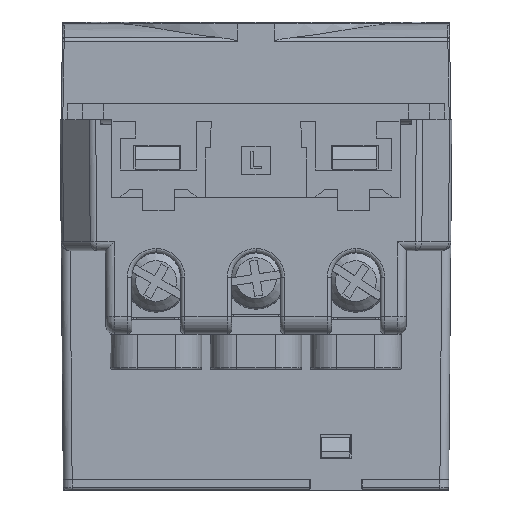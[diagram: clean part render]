
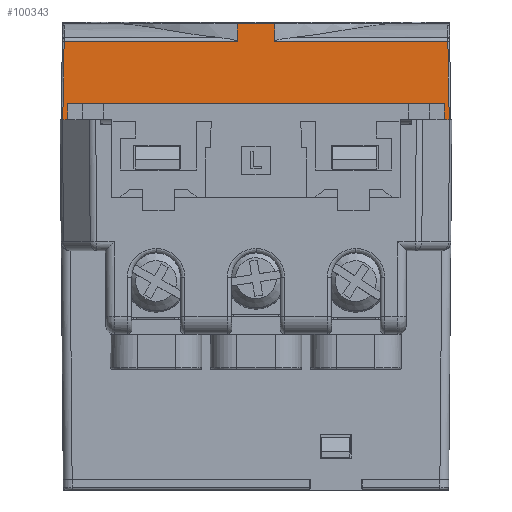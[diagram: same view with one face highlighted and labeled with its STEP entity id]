
A CAD part, front view. The second image highlights one B-rep face of the part: STEP entity #100343.
In plain terms, the highlighted planar face has unit normal (0, -1, 0.018).
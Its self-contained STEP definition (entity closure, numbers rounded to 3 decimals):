
#131 = VERTEX_POINT ( 'NONE', #103159 ) ;
#4917 = FACE_OUTER_BOUND ( 'NONE', #54688, .T. ) ;
#7707 = CARTESIAN_POINT ( 'NONE',  ( 2.09, -21.781, 9.659 ) ) ;
#13303 = DIRECTION ( 'NONE',  ( -1., 0., 0. ) ) ;
#14061 = CARTESIAN_POINT ( 'NONE',  ( 0., -21.797, 8.791 ) ) ;
#14484 = EDGE_CURVE ( 'NONE', #73738, #120976, #38580, .T. ) ;
#16628 = EDGE_CURVE ( 'NONE', #57816, #40125, #72017, .T. ) ;
#17632 = ORIENTED_EDGE ( 'NONE', *, *, #65734, .T. ) ;
#17935 = CARTESIAN_POINT ( 'NONE',  ( -2.09, -21.797, 8.791 ) ) ;
#18038 = CARTESIAN_POINT ( 'NONE',  ( -21.25, -21.95, 0. ) ) ;
#18396 = LINE ( 'NONE', #98324, #40935 ) ;
#18409 = VERTEX_POINT ( 'NONE', #18489 ) ;
#18489 = CARTESIAN_POINT ( 'NONE',  ( 21.647, -21.797, 8.791 ) ) ;
#18774 = DIRECTION ( 'NONE',  ( 0., -0.017, -1. ) ) ;
#19077 = VECTOR ( 'NONE', #26577, 1000. ) ;
#19148 = CARTESIAN_POINT ( 'NONE',  ( 0., -21.95, 0. ) ) ;
#19335 = CARTESIAN_POINT ( 'NONE',  ( 2.089, -21.761, 10.803 ) ) ;
#20395 = VECTOR ( 'NONE', #42207, 1000. ) ;
#20486 = EDGE_CURVE ( 'NONE', #71362, #102276, #54819, .T. ) ;
#22202 = CARTESIAN_POINT ( 'NONE',  ( -21.647, -21.797, 8.791 ) ) ;
#23840 = CARTESIAN_POINT ( 'NONE',  ( 21.25, -21.95, 0. ) ) ;
#24166 = EDGE_CURVE ( 'NONE', #40125, #18409, #86401, .T. ) ;
#26574 = CARTESIAN_POINT ( 'NONE',  ( 0., -21.95, 0. ) ) ;
#26577 = DIRECTION ( 'NONE',  ( -1., 0., 0. ) ) ;
#27650 = VERTEX_POINT ( 'NONE', #18038 ) ;
#28341 = PLANE ( 'NONE',  #56034 ) ;
#29145 = ORIENTED_EDGE ( 'NONE', *, *, #14484, .F. ) ;
#31272 = ORIENTED_EDGE ( 'NONE', *, *, #84832, .T. ) ;
#35945 = CARTESIAN_POINT ( 'NONE',  ( -2.089, -21.761, 10.803 ) ) ;
#36237 = CARTESIAN_POINT ( 'NONE',  ( 0., -21.919, 1.8 ) ) ;
#38580 = LINE ( 'NONE', #36237, #19077 ) ;
#40125 = VERTEX_POINT ( 'NONE', #45055 ) ;
#40521 = VECTOR ( 'NONE', #18774, 1000. ) ;
#40935 = VECTOR ( 'NONE', #79504, 1000. ) ;
#41502 = CARTESIAN_POINT ( 'NONE',  ( -21.25, -21.919, 1.8 ) ) ;
#42207 = DIRECTION ( 'NONE',  ( -0.017, 0.017, 1. ) ) ;
#45055 = CARTESIAN_POINT ( 'NONE',  ( 21.8, -21.95, 0. ) ) ;
#46712 = CARTESIAN_POINT ( 'NONE',  ( -2.088, -21.761, 10.803 ) ) ;
#46951 = LINE ( 'NONE', #109769, #65014 ) ;
#47702 = CARTESIAN_POINT ( 'NONE',  ( -2.09, -21.791, 9.087 ) ) ;
#48490 = VECTOR ( 'NONE', #53431, 1000. ) ;
#53431 = DIRECTION ( 'NONE',  ( -1., 0., 0. ) ) ;
#53445 = EDGE_CURVE ( 'NONE', #115324, #74219, #73000, .T. ) ;
#54190 = CARTESIAN_POINT ( 'NONE',  ( 2.09, -21.797, 8.791 ) ) ;
#54688 = EDGE_LOOP ( 'NONE', ( #29145, #122615, #86493, #84821, #87061, #17632, #79089, #101951, #109810, #31272, #55741, #123943 ) ) ;
#54819 = LINE ( 'NONE', #46712, #71346 ) ;
#55422 = CARTESIAN_POINT ( 'NONE',  ( 2.09, -21.793, 8.988 ) ) ;
#55741 = ORIENTED_EDGE ( 'NONE', *, *, #59648, .T. ) ;
#56034 = AXIS2_PLACEMENT_3D ( 'NONE', #104189, #95399, #103788 ) ;
#56380 = DIRECTION ( 'NONE',  ( -1., 0., 0. ) ) ;
#56522 = CARTESIAN_POINT ( 'NONE',  ( -2.09, -21.781, 9.659 ) ) ;
#57280 = CARTESIAN_POINT ( 'NONE',  ( -2.09, -21.797, 8.791 ) ) ;
#57816 = VERTEX_POINT ( 'NONE', #23840 ) ;
#58181 = EDGE_CURVE ( 'NONE', #27650, #120976, #18396, .T. ) ;
#58345 = EDGE_CURVE ( 'NONE', #18409, #69281, #123345, .T. ) ;
#59648 = EDGE_CURVE ( 'NONE', #131, #27650, #87080, .T. ) ;
#60407 = B_SPLINE_CURVE_WITH_KNOTS ( 'NONE', 3,
 ( #54190, #103174, #55422, #65089, #7707, #114043, #19335 ),
 .UNSPECIFIED., .F., .F.,
 ( 4, 3, 4 ),
 ( 0., 0., 0.002 ),
 .UNSPECIFIED. ) ;
#61924 = CARTESIAN_POINT ( 'NONE',  ( 21.793, -21.943, 0.38 ) ) ;
#65014 = VECTOR ( 'NONE', #98496, 1000. ) ;
#65089 = CARTESIAN_POINT ( 'NONE',  ( 2.09, -21.791, 9.087 ) ) ;
#65734 = EDGE_CURVE ( 'NONE', #69281, #71362, #60407, .T. ) ;
#69281 = VERTEX_POINT ( 'NONE', #72607 ) ;
#71346 = VECTOR ( 'NONE', #56380, 1000. ) ;
#71362 = VERTEX_POINT ( 'NONE', #116392 ) ;
#72017 = LINE ( 'NONE', #19148, #98915 ) ;
#72276 = B_SPLINE_CURVE_WITH_KNOTS ( 'NONE', 3,
 ( #17935, #95029, #76623, #47702, #56522, #115542, #95883 ),
 .UNSPECIFIED., .F., .F.,
 ( 4, 3, 4 ),
 ( 0., 0., 0.002 ),
 .UNSPECIFIED. ) ;
#72607 = CARTESIAN_POINT ( 'NONE',  ( 2.09, -21.797, 8.791 ) ) ;
#73000 = LINE ( 'NONE', #99620, #108934 ) ;
#73738 = VERTEX_POINT ( 'NONE', #89450 ) ;
#74219 = VERTEX_POINT ( 'NONE', #22202 ) ;
#76623 = CARTESIAN_POINT ( 'NONE',  ( -2.09, -21.793, 8.988 ) ) ;
#77002 = DIRECTION ( 'NONE',  ( 1., 0., 0. ) ) ;
#79089 = ORIENTED_EDGE ( 'NONE', *, *, #20486, .T. ) ;
#79504 = DIRECTION ( 'NONE',  ( 0., 0.017, 1. ) ) ;
#82805 = DIRECTION ( 'NONE',  ( 1., 0., 0. ) ) ;
#84821 = ORIENTED_EDGE ( 'NONE', *, *, #24166, .T. ) ;
#84832 = EDGE_CURVE ( 'NONE', #74219, #131, #46951, .T. ) ;
#86401 = LINE ( 'NONE', #61924, #20395 ) ;
#86493 = ORIENTED_EDGE ( 'NONE', *, *, #16628, .T. ) ;
#87061 = ORIENTED_EDGE ( 'NONE', *, *, #58345, .T. ) ;
#87080 = LINE ( 'NONE', #26574, #122970 ) ;
#89450 = CARTESIAN_POINT ( 'NONE',  ( 21.25, -21.919, 1.8 ) ) ;
#95029 = CARTESIAN_POINT ( 'NONE',  ( -2.09, -21.795, 8.889 ) ) ;
#95399 = DIRECTION ( 'NONE',  ( 0., -1., 0.017 ) ) ;
#95883 = CARTESIAN_POINT ( 'NONE',  ( -2.089, -21.761, 10.803 ) ) ;
#98324 = CARTESIAN_POINT ( 'NONE',  ( -21.25, -21.95, 0. ) ) ;
#98496 = DIRECTION ( 'NONE',  ( -0.017, -0.017, -1. ) ) ;
#98915 = VECTOR ( 'NONE', #77002, 1000. ) ;
#99620 = CARTESIAN_POINT ( 'NONE',  ( 0., -21.797, 8.791 ) ) ;
#100343 = ADVANCED_FACE ( 'NONE', ( #4917 ), #28341, .T. ) ;
#101951 = ORIENTED_EDGE ( 'NONE', *, *, #103871, .F. ) ;
#102276 = VERTEX_POINT ( 'NONE', #35945 ) ;
#103159 = CARTESIAN_POINT ( 'NONE',  ( -21.8, -21.95, 0. ) ) ;
#103174 = CARTESIAN_POINT ( 'NONE',  ( 2.09, -21.795, 8.889 ) ) ;
#103788 = DIRECTION ( 'NONE',  ( 0., -0.017, -1. ) ) ;
#103871 = EDGE_CURVE ( 'NONE', #115324, #102276, #72276, .T. ) ;
#104189 = CARTESIAN_POINT ( 'NONE',  ( 0., -21.95, 0. ) ) ;
#107640 = CARTESIAN_POINT ( 'NONE',  ( 21.25, -21.95, 0. ) ) ;
#108934 = VECTOR ( 'NONE', #13303, 1000. ) ;
#109769 = CARTESIAN_POINT ( 'NONE',  ( -21.793, -21.943, 0.38 ) ) ;
#109810 = ORIENTED_EDGE ( 'NONE', *, *, #53445, .T. ) ;
#114043 = CARTESIAN_POINT ( 'NONE',  ( 2.089, -21.771, 10.231 ) ) ;
#114863 = EDGE_CURVE ( 'NONE', #73738, #57816, #119908, .T. ) ;
#115324 = VERTEX_POINT ( 'NONE', #57280 ) ;
#115542 = CARTESIAN_POINT ( 'NONE',  ( -2.089, -21.771, 10.231 ) ) ;
#116392 = CARTESIAN_POINT ( 'NONE',  ( 2.089, -21.761, 10.803 ) ) ;
#119908 = LINE ( 'NONE', #107640, #40521 ) ;
#120976 = VERTEX_POINT ( 'NONE', #41502 ) ;
#122615 = ORIENTED_EDGE ( 'NONE', *, *, #114863, .T. ) ;
#122970 = VECTOR ( 'NONE', #82805, 1000. ) ;
#123345 = LINE ( 'NONE', #14061, #48490 ) ;
#123943 = ORIENTED_EDGE ( 'NONE', *, *, #58181, .T. ) ;
